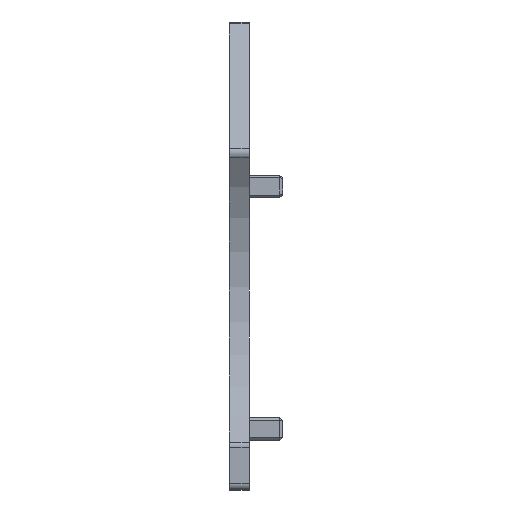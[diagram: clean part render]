
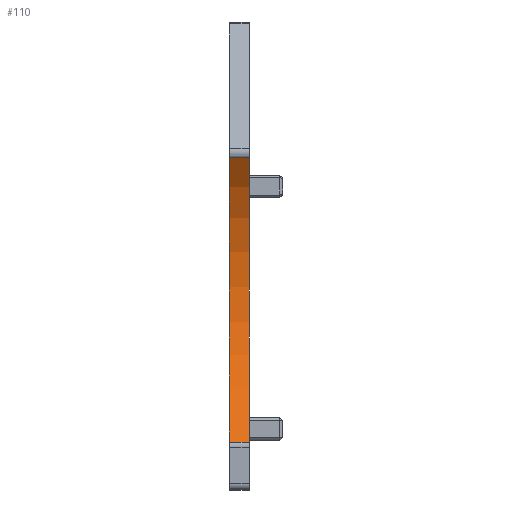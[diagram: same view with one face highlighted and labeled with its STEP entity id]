
A CAD part, left-side view. The second image highlights one B-rep face of the part: STEP entity #110.
In plain terms, the highlighted cylindrical face has radius 16 mm (diameter 32 mm), a partial arc.
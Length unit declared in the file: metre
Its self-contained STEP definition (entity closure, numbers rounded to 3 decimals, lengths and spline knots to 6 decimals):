
#110 = ADVANCED_FACE( '', ( #299 ), #300, .F. );
#299 = FACE_OUTER_BOUND( '', #568, .T. );
#300 = CYLINDRICAL_SURFACE( '', #569, 0.016 );
#568 = EDGE_LOOP( '', ( #831, #832, #833, #834 ) );
#569 = AXIS2_PLACEMENT_3D( '', #835, #836, #837 );
#831 = ORIENTED_EDGE( '', *, *, #1591, .T. );
#832 = ORIENTED_EDGE( '', *, *, #1592, .F. );
#833 = ORIENTED_EDGE( '', *, *, #1593, .F. );
#834 = ORIENTED_EDGE( '', *, *, #1594, .T. );
#835 = CARTESIAN_POINT( '', ( -0.0385, -0.0015, -0.00235 ) );
#836 = DIRECTION( '', ( 0., -1., 0. ) );
#837 = DIRECTION( '', ( 0., 0., 1. ) );
#1591 = EDGE_CURVE( '', #1885, #1886, #1887, .T. );
#1592 = EDGE_CURVE( '', #1888, #1886, #1889, .T. );
#1593 = EDGE_CURVE( '', #1890, #1888, #1891, .T. );
#1594 = EDGE_CURVE( '', #1890, #1885, #1892, .T. );
#1885 = VERTEX_POINT( '', #2307 );
#1886 = VERTEX_POINT( '', #2308 );
#1887 = CIRCLE( '', #2309, 0.016 );
#1888 = VERTEX_POINT( '', #2310 );
#1889 = LINE( '', #2311, #2312 );
#1890 = VERTEX_POINT( '', #2313 );
#1891 = CIRCLE( '', #2314, 0.016 );
#1892 = LINE( '', #2315, #2316 );
#2307 = CARTESIAN_POINT( '', ( -0.025844, 0., 0.007439 ) );
#2308 = CARTESIAN_POINT( '', ( -0.027591, 0., -0.014054 ) );
#2309 = AXIS2_PLACEMENT_3D( '', #2893, #2894, #2895 );
#2310 = CARTESIAN_POINT( '', ( -0.027591, -0.0015, -0.014054 ) );
#2311 = CARTESIAN_POINT( '', ( -0.027591, -0.0015, -0.014054 ) );
#2312 = VECTOR( '', #2896, 1. );
#2313 = CARTESIAN_POINT( '', ( -0.025844, -0.0015, 0.007439 ) );
#2314 = AXIS2_PLACEMENT_3D( '', #2897, #2898, #2899 );
#2315 = CARTESIAN_POINT( '', ( -0.025844, -0.0015, 0.007439 ) );
#2316 = VECTOR( '', #2900, 1. );
#2893 = CARTESIAN_POINT( '', ( -0.0385, 0., -0.00235 ) );
#2894 = DIRECTION( '', ( 0., 1., 0. ) );
#2895 = DIRECTION( '', ( -1., 0., 0. ) );
#2896 = DIRECTION( '', ( 0., 1., 0. ) );
#2897 = CARTESIAN_POINT( '', ( -0.0385, -0.0015, -0.00235 ) );
#2898 = DIRECTION( '', ( 0., 1., 0. ) );
#2899 = DIRECTION( '', ( -1., 0., 0. ) );
#2900 = DIRECTION( '', ( 0., 1., 0. ) );
